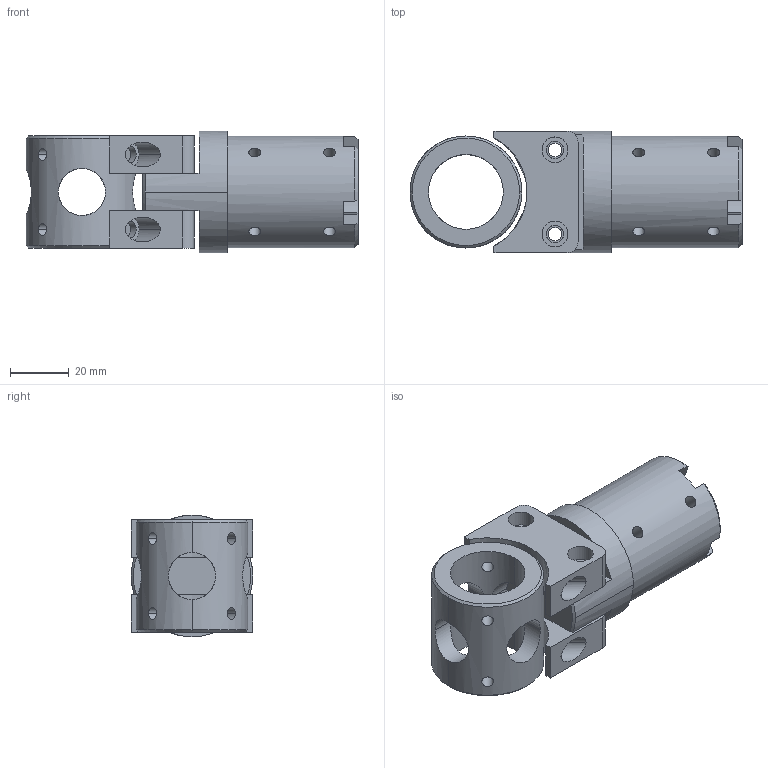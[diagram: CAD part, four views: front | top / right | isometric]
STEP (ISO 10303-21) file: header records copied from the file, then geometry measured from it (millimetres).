
FILE_DESCRIPTION(/* description */ ('Alibre Inc.'),/* implementation_level */ '2;1');
FILE_NAME(/* name */ 'export0',/* time_stamp */ '2015-05-18T12:49:57-07:00',/* author */ (''),/* organization */ (''),/* preprocessor_version */ 'ST-DEVELOPER v14',/* originating_system */ 'Alibre',/* authorisation */ '');
FILE_SCHEMA (('CONFIG_CONTROL_DESIGN'));
Length unit declared in the file: inch
Products named in the file (6): ID_1; ID_2; ID_3; ID_4; ID_5
Bounding box: 112.71 x 41.27 x 41.25 mm (x, y, z)
Volume: 83250.8 mm3; surface area: 39865.7 mm2
Topology: 5 solids, 5 shells, 143 faces, 400 edges, 266 vertices
Faces by surface type: cylinder 82, plane 47, cone 10, bspline 4
Full cylindrical faces by diameter (mm): 4.039 x8, 5.563 x12, 5.944 x2, 8.712 x2, 20.828 x1, 37.973 x1
Entity records: 6759 total; most frequent: CARTESIAN_POINT 2877, ORIENTED_EDGE 760, DIRECTION 486, EDGE_CURVE 380, VERTEX_POINT 264, EDGE_LOOP 248, FACE_BOUND 248, AXIS2_PLACEMENT_3D 214
